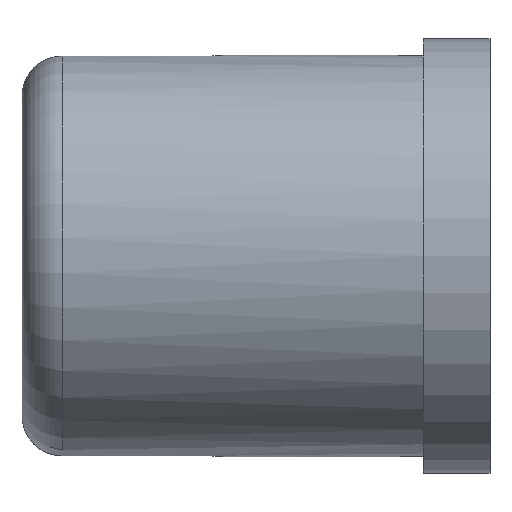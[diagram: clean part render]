
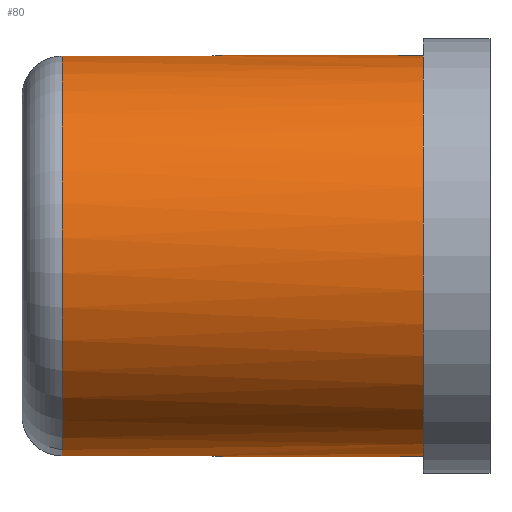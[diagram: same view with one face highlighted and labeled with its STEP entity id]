
A CAD part, top view. The second image highlights one B-rep face of the part: STEP entity #80.
In plain terms, the highlighted cylindrical face has radius 3 mm (diameter 6 mm), a full revolution.
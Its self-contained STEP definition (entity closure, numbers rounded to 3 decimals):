
#80 = ADVANCED_FACE( '', ( #162, #163 ), #164, .T. );
#162 = FACE_OUTER_BOUND( '', #237, .T. );
#163 = FACE_OUTER_BOUND( '', #238, .T. );
#164 = CYLINDRICAL_SURFACE( '', #239, 3. );
#237 = EDGE_LOOP( '', ( #382 ) );
#238 = EDGE_LOOP( '', ( #383, #384, #385, #386, #387, #388, #389, #390 ) );
#239 = AXIS2_PLACEMENT_3D( '', #391, #392, #393 );
#382 = ORIENTED_EDGE( '', *, *, #463, .F. );
#383 = ORIENTED_EDGE( '', *, *, #471, .F. );
#384 = ORIENTED_EDGE( '', *, *, #411, .F. );
#385 = ORIENTED_EDGE( '', *, *, #450, .F. );
#386 = ORIENTED_EDGE( '', *, *, #468, .T. );
#387 = ORIENTED_EDGE( '', *, *, #454, .F. );
#388 = ORIENTED_EDGE( '', *, *, #443, .F. );
#389 = ORIENTED_EDGE( '', *, *, #472, .F. );
#390 = ORIENTED_EDGE( '', *, *, #433, .T. );
#391 = CARTESIAN_POINT( '', ( 7., 0., 0. ) );
#392 = DIRECTION( '', ( -1., 0., 0. ) );
#393 = DIRECTION( '', ( 0., 0., -1. ) );
#411 = EDGE_CURVE( '', #475, #476, #477, .T. );
#433 = EDGE_CURVE( '', #512, #510, #513, .T. );
#443 = EDGE_CURVE( '', #524, #525, #526, .T. );
#450 = EDGE_CURVE( '', #536, #475, #537, .T. );
#454 = EDGE_CURVE( '', #525, #541, #542, .F. );
#463 = EDGE_CURVE( '', #554, #554, #555, .T. );
#468 = EDGE_CURVE( '', #536, #541, #560, .T. );
#471 = EDGE_CURVE( '', #476, #510, #563, .F. );
#472 = EDGE_CURVE( '', #512, #524, #564, .T. );
#475 = VERTEX_POINT( '', #567 );
#476 = VERTEX_POINT( '', #568 );
#477 = B_SPLINE_CURVE_WITH_KNOTS( '', 3, ( #569, #570, #571, #572, #573, #574, #575, #576, #577, #578 ), .UNSPECIFIED., .F., .F., ( 4, 2, 2, 2, 4 ), ( 0., 0., 0., 0., 0. ), .UNSPECIFIED. );
#510 = VERTEX_POINT( '', #643 );
#512 = VERTEX_POINT( '', #650 );
#513 = CIRCLE( '', #651, 3. );
#524 = VERTEX_POINT( '', #668 );
#525 = VERTEX_POINT( '', #669 );
#526 = B_SPLINE_CURVE_WITH_KNOTS( '', 3, ( #670, #671, #672, #673, #674, #675, #676, #677, #678, #679 ), .UNSPECIFIED., .F., .F., ( 4, 2, 2, 2, 4 ), ( 0., 0., 0., 0.001, 0.001 ), .UNSPECIFIED. );
#536 = VERTEX_POINT( '', #700 );
#537 = LINE( '', #701, #702 );
#541 = VERTEX_POINT( '', #709 );
#542 = LINE( '', #710, #711 );
#554 = VERTEX_POINT( '', #734 );
#555 = CIRCLE( '', #735, 3. );
#560 = CIRCLE( '', #742, 3. );
#563 = LINE( '', #745, #746 );
#564 = LINE( '', #747, #748 );
#567 = CARTESIAN_POINT( '', ( 2.75, -2.99, -0.25 ) );
#568 = CARTESIAN_POINT( '', ( 2.75, -2.99, 0.25 ) );
#569 = CARTESIAN_POINT( '', ( 2.75, -2.99, -0.25 ) );
#570 = CARTESIAN_POINT( '', ( 2.816, -2.99, -0.25 ) );
#571 = CARTESIAN_POINT( '', ( 2.881, -2.992, -0.223 ) );
#572 = CARTESIAN_POINT( '', ( 2.973, -2.998, -0.131 ) );
#573 = CARTESIAN_POINT( '', ( 3., -3., -0.066 ) );
#574 = CARTESIAN_POINT( '', ( 3., -3., 0.066 ) );
#575 = CARTESIAN_POINT( '', ( 2.973, -2.998, 0.131 ) );
#576 = CARTESIAN_POINT( '', ( 2.881, -2.992, 0.223 ) );
#577 = CARTESIAN_POINT( '', ( 2.816, -2.99, 0.25 ) );
#578 = CARTESIAN_POINT( '', ( 2.75, -2.99, 0.25 ) );
#643 = CARTESIAN_POINT( '', ( 0.6, -2.99, 0.25 ) );
#650 = CARTESIAN_POINT( '', ( 0.6, 2.99, 0.25 ) );
#651 = AXIS2_PLACEMENT_3D( '', #771, #772, #773 );
#668 = CARTESIAN_POINT( '', ( 2.75, 2.99, 0.25 ) );
#669 = CARTESIAN_POINT( '', ( 2.75, 2.99, -0.25 ) );
#670 = CARTESIAN_POINT( '', ( 2.75, 2.99, 0.25 ) );
#671 = CARTESIAN_POINT( '', ( 2.816, 2.99, 0.25 ) );
#672 = CARTESIAN_POINT( '', ( 2.881, 2.992, 0.223 ) );
#673 = CARTESIAN_POINT( '', ( 2.973, 2.998, 0.131 ) );
#674 = CARTESIAN_POINT( '', ( 3., 3., 0.066 ) );
#675 = CARTESIAN_POINT( '', ( 3., 3., -0.066 ) );
#676 = CARTESIAN_POINT( '', ( 2.973, 2.998, -0.131 ) );
#677 = CARTESIAN_POINT( '', ( 2.881, 2.992, -0.223 ) );
#678 = CARTESIAN_POINT( '', ( 2.816, 2.99, -0.25 ) );
#679 = CARTESIAN_POINT( '', ( 2.75, 2.99, -0.25 ) );
#700 = CARTESIAN_POINT( '', ( 0.6, -2.99, -0.25 ) );
#701 = CARTESIAN_POINT( '', ( 7., -2.99, -0.25 ) );
#702 = VECTOR( '', #786, 1000. );
#709 = CARTESIAN_POINT( '', ( 0.6, 2.99, -0.25 ) );
#710 = CARTESIAN_POINT( '', ( 7., 2.99, -0.25 ) );
#711 = VECTOR( '', #790, 1000. );
#734 = CARTESIAN_POINT( '', ( 6., 0., -3. ) );
#735 = AXIS2_PLACEMENT_3D( '', #798, #799, #800 );
#742 = AXIS2_PLACEMENT_3D( '', #803, #804, #805 );
#745 = CARTESIAN_POINT( '', ( 7., -2.99, 0.25 ) );
#746 = VECTOR( '', #806, 1000. );
#747 = CARTESIAN_POINT( '', ( 7., 2.99, 0.25 ) );
#748 = VECTOR( '', #807, 1000. );
#771 = CARTESIAN_POINT( '', ( 0.6, 0., 0. ) );
#772 = DIRECTION( '', ( 1., 0., 0. ) );
#773 = DIRECTION( '', ( 0., 0., -1. ) );
#786 = DIRECTION( '', ( 1., 0., 0. ) );
#790 = DIRECTION( '', ( 1., 0., 0. ) );
#798 = CARTESIAN_POINT( '', ( 6., 0., 0. ) );
#799 = DIRECTION( '', ( 1., 0., 0. ) );
#800 = DIRECTION( '', ( 0., 0., -1. ) );
#803 = CARTESIAN_POINT( '', ( 0.6, 0., 0. ) );
#804 = DIRECTION( '', ( 1., 0., 0. ) );
#805 = DIRECTION( '', ( 0., 0., -1. ) );
#806 = DIRECTION( '', ( 1., 0., 0. ) );
#807 = DIRECTION( '', ( 1., 0., 0. ) );
